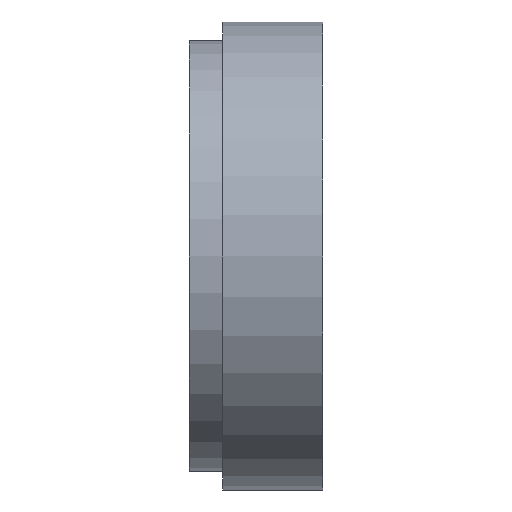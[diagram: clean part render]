
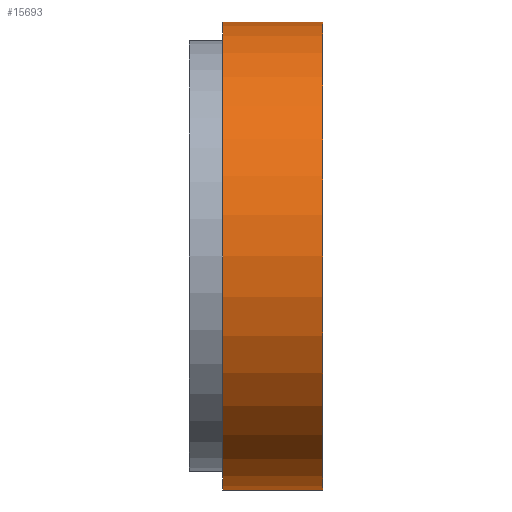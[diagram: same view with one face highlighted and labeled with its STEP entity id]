
A CAD part, front view. The second image highlights one B-rep face of the part: STEP entity #15693.
In plain terms, the highlighted cylindrical face has radius 44.45 mm (diameter 88.9 mm), a full revolution.
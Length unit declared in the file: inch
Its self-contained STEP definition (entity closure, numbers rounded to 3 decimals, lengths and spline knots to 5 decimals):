
#354 = DIRECTION ( 'NONE',  ( 0., 0., -1. ) ) ;
#832 = EDGE_LOOP ( 'NONE', ( #995 ) ) ;
#995 = ORIENTED_EDGE ( 'NONE', *, *, #16762, .T. ) ;
#1046 = ORIENTED_EDGE ( 'NONE', *, *, #5920, .F. ) ;
#2064 = CIRCLE ( 'NONE', #9413, 1.75 ) ;
#4988 = CARTESIAN_POINT ( 'NONE',  ( 1., 0., -1.75 ) ) ;
#5198 = CARTESIAN_POINT ( 'NONE',  ( 0.25, 0., 0. ) ) ;
#5293 = EDGE_LOOP ( 'NONE', ( #1046 ) ) ;
#5772 = CARTESIAN_POINT ( 'NONE',  ( 1., 0., 0. ) ) ;
#5875 = DIRECTION ( 'NONE',  ( 1., 0., 0. ) ) ;
#5920 = EDGE_CURVE ( 'NONE', #17441, #17441, #10098, .T. ) ;
#6635 = CARTESIAN_POINT ( 'NONE',  ( 0.25, 0., -1.75 ) ) ;
#7350 = CARTESIAN_POINT ( 'NONE',  ( 0.625, 0., 0. ) ) ;
#7826 = DIRECTION ( 'NONE',  ( 0., 0., -1. ) ) ;
#9413 = AXIS2_PLACEMENT_3D ( 'NONE', #5198, #14826, #7826 ) ;
#9517 = AXIS2_PLACEMENT_3D ( 'NONE', #7350, #5875, #10131 ) ;
#9894 = DIRECTION ( 'NONE',  ( 1., 0., 0. ) ) ;
#10098 = CIRCLE ( 'NONE', #11143, 1.75 ) ;
#10131 = DIRECTION ( 'NONE',  ( 0., 1., 0. ) ) ;
#10239 = VERTEX_POINT ( 'NONE', #6635 ) ;
#11143 = AXIS2_PLACEMENT_3D ( 'NONE', #5772, #9894, #354 ) ;
#13643 = CYLINDRICAL_SURFACE ( 'NONE', #9517, 1.75 ) ;
#14826 = DIRECTION ( 'NONE',  ( 1., 0., 0. ) ) ;
#15693 = ADVANCED_FACE ( 'NONE', ( #17341, #17574 ), #13643, .T. ) ;
#16762 = EDGE_CURVE ( 'NONE', #10239, #10239, #2064, .T. ) ;
#17341 = FACE_OUTER_BOUND ( 'NONE', #832, .T. ) ;
#17441 = VERTEX_POINT ( 'NONE', #4988 ) ;
#17574 = FACE_OUTER_BOUND ( 'NONE', #5293, .T. ) ;
